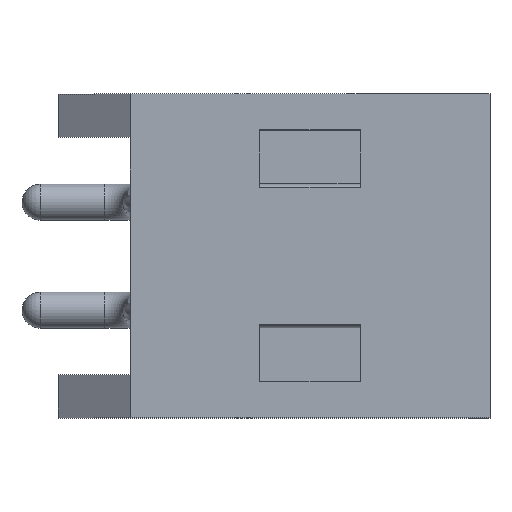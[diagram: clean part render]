
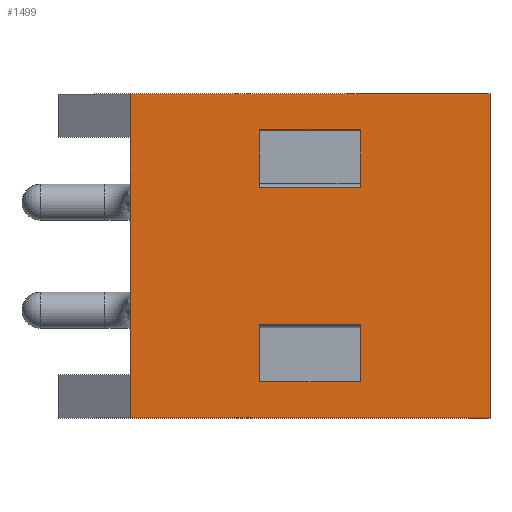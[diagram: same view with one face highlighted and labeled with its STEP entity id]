
A CAD part, top view. The second image highlights one B-rep face of the part: STEP entity #1499.
In plain terms, the highlighted planar face has unit normal (0, 0, 1).
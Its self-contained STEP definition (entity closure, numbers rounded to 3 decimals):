
#19=FACE_BOUND('',#245,.T.);
#20=FACE_BOUND('',#246,.T.);
#75=PLANE('',#1633);
#162=FACE_OUTER_BOUND('',#244,.T.);
#244=EDGE_LOOP('',(#1378,#1379,#1380,#1381));
#245=EDGE_LOOP('',(#1382,#1383,#1384,#1385));
#246=EDGE_LOOP('',(#1386,#1387,#1388,#1389));
#259=LINE('',#2181,#429);
#263=LINE('',#2188,#433);
#290=LINE('',#2244,#460);
#332=LINE('',#2345,#502);
#345=LINE('',#2368,#515);
#354=LINE('',#2384,#524);
#356=LINE('',#2389,#526);
#358=LINE('',#2393,#528);
#401=LINE('',#2479,#571);
#410=LINE('',#2496,#580);
#415=LINE('',#2507,#585);
#416=LINE('',#2508,#586);
#429=VECTOR('',#1746,10.);
#433=VECTOR('',#1752,10.);
#460=VECTOR('',#1791,10.);
#502=VECTOR('',#1879,10.);
#515=VECTOR('',#1898,10.);
#524=VECTOR('',#1911,10.);
#526=VECTOR('',#1915,10.);
#528=VECTOR('',#1919,10.);
#571=VECTOR('',#2002,10.);
#580=VECTOR('',#2013,10.);
#585=VECTOR('',#2030,10.);
#586=VECTOR('',#2031,10.);
#655=VERTEX_POINT('',#2178);
#656=VERTEX_POINT('',#2180);
#658=VERTEX_POINT('',#2186);
#680=VERTEX_POINT('',#2241);
#681=VERTEX_POINT('',#2243);
#717=VERTEX_POINT('',#2343);
#724=VERTEX_POINT('',#2366);
#730=VERTEX_POINT('',#2386);
#731=VERTEX_POINT('',#2388);
#732=VERTEX_POINT('',#2392);
#755=VERTEX_POINT('',#2478);
#762=VERTEX_POINT('',#2494);
#806=EDGE_CURVE('',#656,#655,#259,.T.);
#810=EDGE_CURVE('',#655,#658,#263,.T.);
#837=EDGE_CURVE('',#681,#680,#290,.T.);
#887=EDGE_CURVE('',#680,#717,#332,.T.);
#900=EDGE_CURVE('',#724,#717,#345,.T.);
#909=EDGE_CURVE('',#681,#724,#354,.T.);
#911=EDGE_CURVE('',#731,#730,#356,.T.);
#913=EDGE_CURVE('',#732,#731,#358,.T.);
#956=EDGE_CURVE('',#755,#656,#401,.T.);
#965=EDGE_CURVE('',#730,#762,#410,.T.);
#970=EDGE_CURVE('',#658,#755,#415,.T.);
#971=EDGE_CURVE('',#762,#732,#416,.T.);
#1378=ORIENTED_EDGE('',*,*,#837,.T.);
#1379=ORIENTED_EDGE('',*,*,#887,.T.);
#1380=ORIENTED_EDGE('',*,*,#900,.F.);
#1381=ORIENTED_EDGE('',*,*,#909,.F.);
#1382=ORIENTED_EDGE('',*,*,#956,.T.);
#1383=ORIENTED_EDGE('',*,*,#806,.T.);
#1384=ORIENTED_EDGE('',*,*,#810,.T.);
#1385=ORIENTED_EDGE('',*,*,#970,.T.);
#1386=ORIENTED_EDGE('',*,*,#965,.T.);
#1387=ORIENTED_EDGE('',*,*,#971,.T.);
#1388=ORIENTED_EDGE('',*,*,#913,.T.);
#1389=ORIENTED_EDGE('',*,*,#911,.T.);
#1499=ADVANCED_FACE('',(#162,#19,#20),#75,.T.);
#1633=AXIS2_PLACEMENT_3D('',#2509,#2032,#2033);
#1746=DIRECTION('',(0.,-1.,0.));
#1752=DIRECTION('',(-1.,0.,0.));
#1791=DIRECTION('',(0.,-1.,0.));
#1879=DIRECTION('',(1.,0.,0.));
#1898=DIRECTION('',(0.,-1.,0.));
#1911=DIRECTION('',(1.,0.,0.));
#1915=DIRECTION('',(0.,-1.,0.));
#1919=DIRECTION('',(1.,0.,0.));
#2002=DIRECTION('',(1.,0.,0.));
#2013=DIRECTION('',(-1.,0.,0.));
#2030=DIRECTION('',(0.,1.,0.));
#2031=DIRECTION('',(0.,1.,0.));
#2032=DIRECTION('center_axis',(0.,0.,
1.));
#2033=DIRECTION('ref_axis',(0.,-1.,0.));
#2178=CARTESIAN_POINT('',(0.2,2.6,3.7));
#2180=CARTESIAN_POINT('',(0.2,3.4,3.7));
#2181=CARTESIAN_POINT('',(0.2,3.25,3.7));
#2186=CARTESIAN_POINT('',(-1.2,2.6,3.7));
#2188=CARTESIAN_POINT('',(-2.1,2.6,3.7));
#2241=CARTESIAN_POINT('',(-3.,-0.6,3.7));
#2243=CARTESIAN_POINT('',(-3.,3.9,3.7));
#2244=CARTESIAN_POINT('',(-3.,3.9,3.7));
#2343=CARTESIAN_POINT('',(2.,-0.6,3.7));
#2345=CARTESIAN_POINT('',(-3.,-0.6,3.7));
#2366=CARTESIAN_POINT('',(2.,3.9,3.7));
#2368=CARTESIAN_POINT('',(2.,3.9,3.7));
#2384=CARTESIAN_POINT('',(-3.,3.9,3.7));
#2386=CARTESIAN_POINT('',(0.2,-0.1,3.7));
#2388=CARTESIAN_POINT('',(0.2,0.7,3.7));
#2389=CARTESIAN_POINT('',(0.2,2.3,3.7));
#2392=CARTESIAN_POINT('',(-1.2,0.7,3.7));
#2393=CARTESIAN_POINT('',(-2.1,0.7,3.7));
#2478=CARTESIAN_POINT('',(-1.2,3.4,3.7));
#2479=CARTESIAN_POINT('',(-1.4,3.4,3.7));
#2494=CARTESIAN_POINT('',(-1.2,-0.1,3.7));
#2496=CARTESIAN_POINT('',(-1.4,-0.1,3.7));
#2507=CARTESIAN_POINT('',(-1.2,3.65,3.7));
#2508=CARTESIAN_POINT('',(-1.2,1.9,3.7));
#2509=CARTESIAN_POINT('Origin',(-3.,3.9,3.7));
